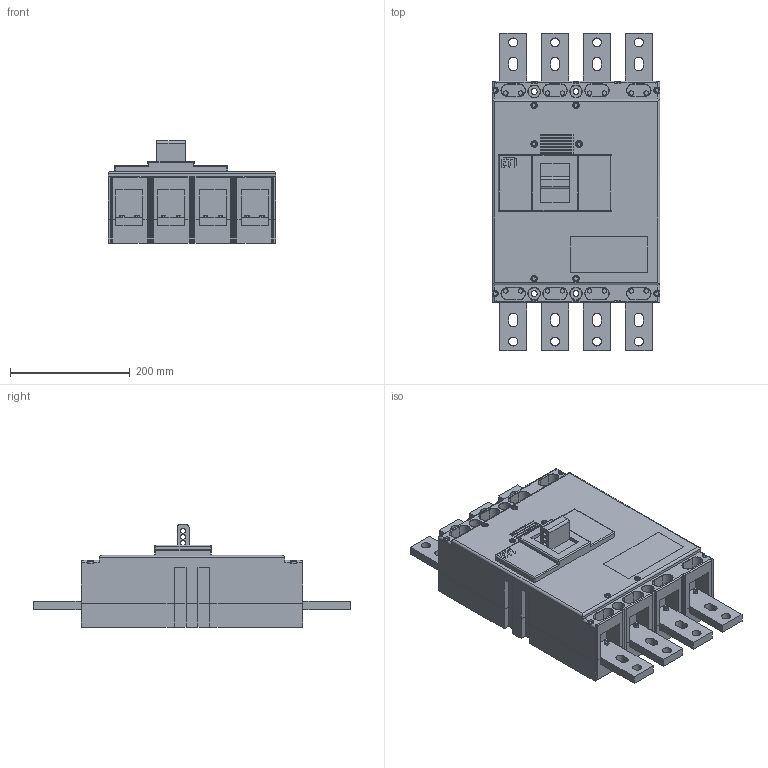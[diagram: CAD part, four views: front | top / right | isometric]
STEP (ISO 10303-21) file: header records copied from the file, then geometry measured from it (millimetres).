
FILE_DESCRIPTION((''),'2;1');
FILE_NAME('EB2_1250_4P__ASM','2021-11-02T',('marketing.praksa'),('Audax d.o.o.'),'CREO PARAMETRIC BY PTC INC, 2017480','CREO PARAMETRIC BY PTC INC, 2017480','');
FILE_SCHEMA(('AUTOMOTIVE_DESIGN { 1 0 10303 214 1 1 1 1 }'));
Length unit declared in the file: millimetre
Products named in the file (41): 1A6_1; 1B3_1; 237_1; 298_1; 2A4_1; 2AA_1; 2B0_1; 2BC_1; 2C2_1; 2C8_1; 2D4_1; 2DA_1; 2E0_1; 2EC_1; 2F2_1; 2FC_1; 308_1; 30E_1; 314_1; 320_1; 326_1; 32C_1; 338_1; 33E_1; 344_1; 350_1; 356_1; 68C_1; 698_1; 6AA_1; 6B7_1; 6D3_1; 6DA_1; 6ED_1; 6F4_1; 71E_1; 725_1; 75C_1; PRT9573; BBB ...
Assembly tree (40 placements, depth 2):
  EB2_1250_4P__ASM
    1A6_1
    1B3_1
    237_1
    298_1
    2A4_1
    2AA_1
    2B0_1
    2BC_1
    2C2_1
    2C8_1
    2D4_1
    2DA_1
    2E0_1
    2EC_1
    2F2_1
    2FC_1
    308_1
    30E_1
    314_1
    320_1
    326_1
    32C_1
    338_1
    33E_1
    344_1
    350_1
    356_1
    68C_1
    698_1
    6AA_1
    6B7_1
    6D3_1
    6DA_1
    6ED_1
    6F4_1
    71E_1
    725_1
    75C_1
    PRT9573
    BBB
Bounding box: 280 x 530 x 171 mm (x, y, z)
Volume: 12036554.4 mm3; surface area: 859506.4 mm2
Topology: 42 solids, 43 shells, 1202 faces, 3244 edges, 2176 vertices
Faces by surface type: plane 842, cylinder 264, torus 96
Entity records: 59210 total; most frequent: CARTESIAN_POINT 7018, DIRECTION 6598, ORIENTED_EDGE 6488, PRESENTATION_STYLE_ASSIGNMENT 4488, STYLED_ITEM 4488, CURVE_STYLE 3244, EDGE_CURVE 3244, VECTOR 2376
